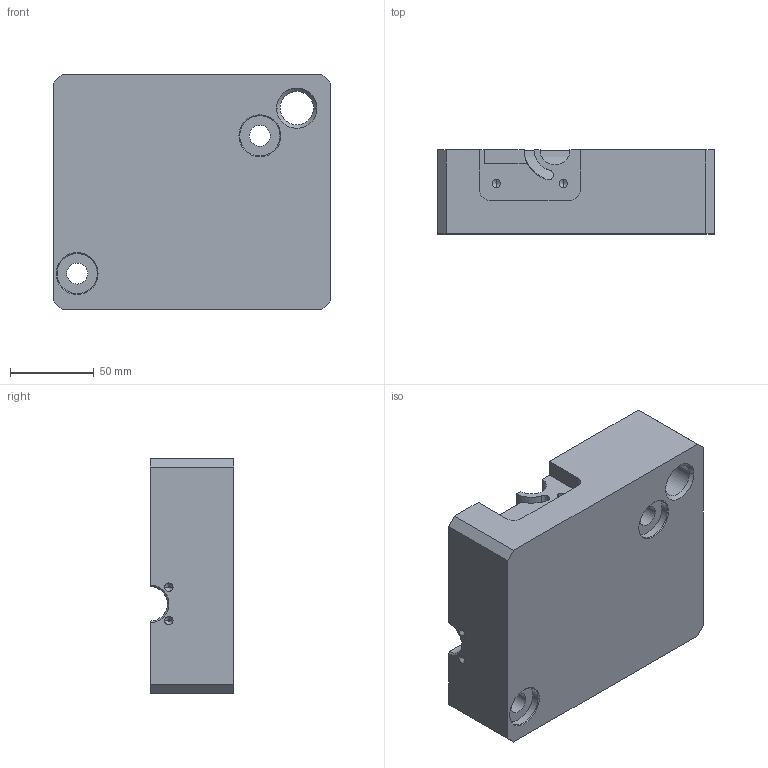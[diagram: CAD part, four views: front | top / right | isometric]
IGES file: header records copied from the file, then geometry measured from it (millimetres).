
Start section: IGES file generated from Kompas 1.3 for Windows drawing by the IGES translator from Ascon Ltd., translator version IGESOUT-5.1.
Global section: file name: 4300Â.01ËÏ1.igs; native system: Kompas( 32 bit ) for Windows; preprocessor: 1.0; author: unknown; organization: unknown; date: -17790115:043658; units: millimetre
Bounding box: 165 x 50 x 140 mm (x, y, z)
Volume: 990305.4 mm3; surface area: 90623.3 mm2
Topology: 1 solids, 1 shells, 114 faces, 292 edges, 178 vertices
Faces by surface type: revolution 81, bspline 33
